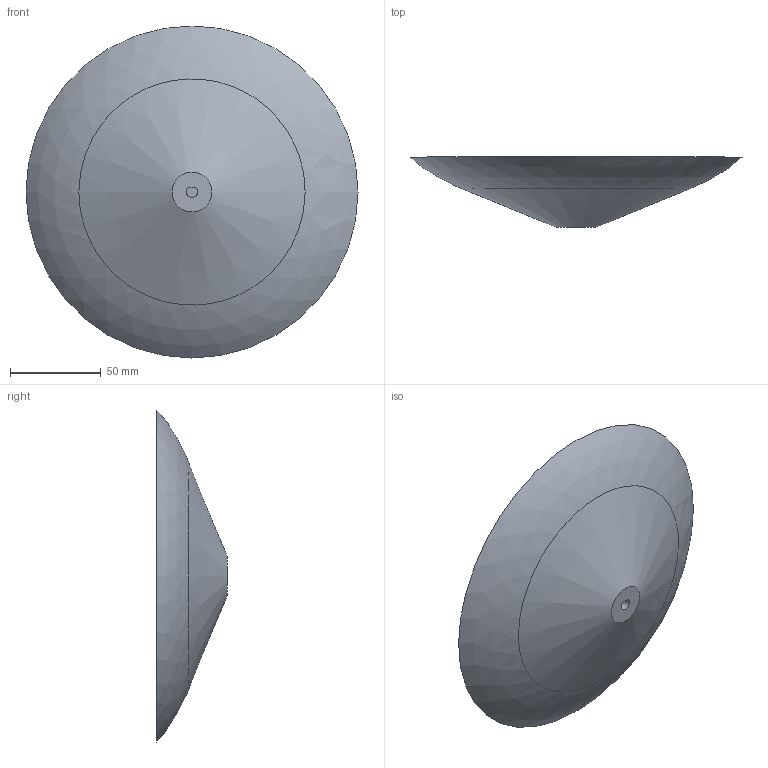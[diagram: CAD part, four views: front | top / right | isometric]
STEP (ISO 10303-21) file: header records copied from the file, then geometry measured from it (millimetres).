
FILE_DESCRIPTION(/* description */ ('','CAx-IF Rec.Pracs.---Representation and Presentation of Product Manufacturing Information (PMI)---4.0---2014-10-13'),/* implementation_level */ '2;1');
FILE_NAME(/* name */ 'mouse_running_wheel_v4.step',/* time_stamp */ '2025-01-30T13:19:50-05:00',/* author */ (''),/* organization */ (''),/* preprocessor_version */ 'ST-DEVELOPER v20',/* originating_system */ 'Autodesk Translation Framework v13.20.0.188',/* authorisation */ '');
FILE_SCHEMA (('AP242_MANAGED_MODEL_BASED_3D_ENGINEERING_MIM_LF { 1 0 10303 442 1 1 4 }'));
Length unit declared in the file: millimetre
Products named in the file (1): WheelFinal
Bounding box: 182.71 x 38.53 x 182.71 mm (x, y, z)
Volume: 115190.8 mm3; surface area: 59907 mm2
Topology: 1 solids, 1 shells, 108 faces, 272 edges, 168 vertices
Faces by surface type: plane 65, bspline 41, cone 1, cylinder 1
Entity records: 8201 total; most frequent: CARTESIAN_POINT 5947, ORIENTED_EDGE 544, DIRECTION 329, EDGE_CURVE 272, VERTEX_POINT 168, B_SPLINE_CURVE_WITH_KNOTS 123, AXIS2_PLACEMENT_3D 112, EDGE_LOOP 110
